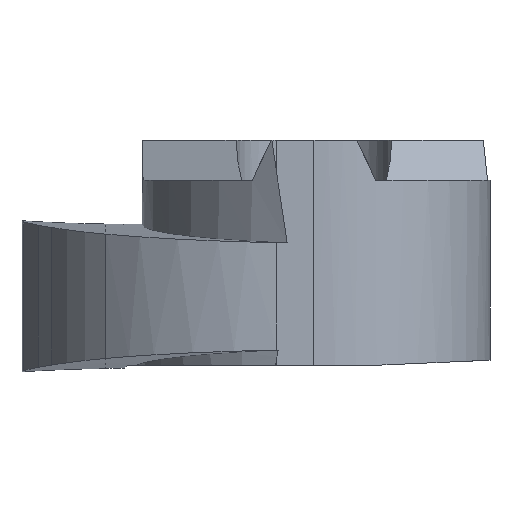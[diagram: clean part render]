
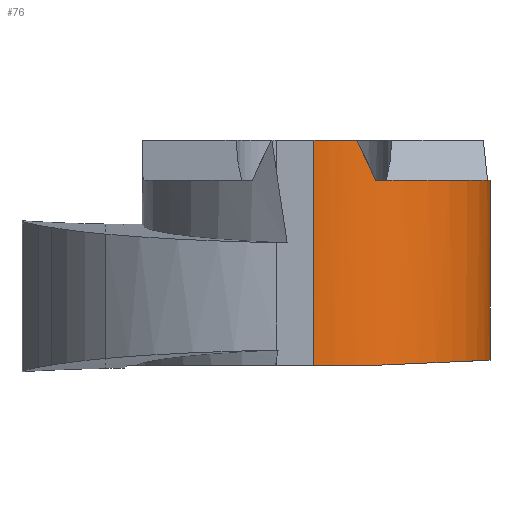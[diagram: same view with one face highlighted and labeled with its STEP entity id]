
A CAD part, front view. The second image highlights one B-rep face of the part: STEP entity #76.
In plain terms, the highlighted cylindrical face has radius 3.497 mm (diameter 6.994 mm), a partial arc.
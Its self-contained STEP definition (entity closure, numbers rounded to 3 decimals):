
#76=ADVANCED_FACE('',(#136),#119,.T.);
#119=CYLINDRICAL_SURFACE('',#891,3.497);
#136=FACE_OUTER_BOUND('',#181,.T.);
#181=EDGE_LOOP('',(#340,#341,#342,#343,#344,#345,#346));
#227=(
BOUNDED_CURVE()
B_SPLINE_CURVE(3,(#1234,#1235,#1236,#1237),.UNSPECIFIED.,.F.,.F.)
B_SPLINE_CURVE_WITH_KNOTS((4,4),(0.,1.),.UNSPECIFIED.)
CURVE()
GEOMETRIC_REPRESENTATION_ITEM()
RATIONAL_B_SPLINE_CURVE((1.,0.882,0.882,1.))
REPRESENTATION_ITEM('')
);
#228=(
BOUNDED_CURVE()
B_SPLINE_CURVE(3,(#1244,#1245,#1246,#1247),.UNSPECIFIED.,.F.,.F.)
B_SPLINE_CURVE_WITH_KNOTS((4,4),(0.,1.),.UNSPECIFIED.)
CURVE()
GEOMETRIC_REPRESENTATION_ITEM()
RATIONAL_B_SPLINE_CURVE((1.,0.999,0.999,1.))
REPRESENTATION_ITEM('')
);
#243=LINE('',#1240,#282);
#244=LINE('',#1251,#283);
#282=VECTOR('',#990,1.);
#283=VECTOR('',#995,1.);
#340=ORIENTED_EDGE('',*,*,#665,.T.);
#341=ORIENTED_EDGE('',*,*,#666,.T.);
#342=ORIENTED_EDGE('',*,*,#667,.T.);
#343=ORIENTED_EDGE('',*,*,#668,.F.);
#344=ORIENTED_EDGE('',*,*,#669,.F.);
#345=ORIENTED_EDGE('',*,*,#670,.F.);
#346=ORIENTED_EDGE('',*,*,#671,.T.);
#580=VERTEX_POINT('',#1238);
#581=VERTEX_POINT('',#1239);
#582=VERTEX_POINT('',#1241);
#583=VERTEX_POINT('',#1243);
#584=VERTEX_POINT('',#1248);
#585=VERTEX_POINT('',#1250);
#586=VERTEX_POINT('',#1252);
#665=EDGE_CURVE('',#580,#581,#227,.T.);
#666=EDGE_CURVE('',#581,#582,#243,.T.);
#667=EDGE_CURVE('',#582,#583,#777,.T.);
#668=EDGE_CURVE('',#584,#583,#228,.T.);
#669=EDGE_CURVE('',#585,#584,#778,.T.);
#670=EDGE_CURVE('',#586,#585,#244,.T.);
#671=EDGE_CURVE('',#586,#580,#779,.T.);
#777=CIRCLE('',#888,3.497);
#778=CIRCLE('',#889,3.497);
#779=CIRCLE('',#890,3.497);
#888=AXIS2_PLACEMENT_3D('',#1242,#991,#992);
#889=AXIS2_PLACEMENT_3D('',#1249,#993,#994);
#890=AXIS2_PLACEMENT_3D('',#1253,#996,#997);
#891=AXIS2_PLACEMENT_3D('',#1254,#998,#999);
#990=DIRECTION('',(0.,0.,1.));
#991=DIRECTION('',(0.,0.,-1.));
#992=DIRECTION('',(1.,0.,0.));
#993=DIRECTION('',(0.,0.,1.));
#994=DIRECTION('',(1.,0.,0.));
#995=DIRECTION('',(0.,0.,1.));
#996=DIRECTION('',(0.,0.,1.));
#997=DIRECTION('',(-1.,0.,0.));
#998=DIRECTION('',(0.,0.,1.));
#999=DIRECTION('',(1.,0.,0.));
#1234=CARTESIAN_POINT('',(1.244,-3.268,-3.77));
#1235=CARTESIAN_POINT('',(2.646,-2.734,-3.708));
#1236=CARTESIAN_POINT('',(3.497,-1.5,-3.67));
#1237=CARTESIAN_POINT('',(3.497,0.,-3.67));
#1238=CARTESIAN_POINT('',(1.244,-3.268,-3.77));
#1239=CARTESIAN_POINT('',(3.497,0.,-3.67));
#1240=CARTESIAN_POINT('',(3.497,0.,-4.1));
#1241=CARTESIAN_POINT('',(3.497,0.,-0.1));
#1242=CARTESIAN_POINT('',(0.,0.,-0.1));
#1243=CARTESIAN_POINT('',(1.226,-3.275,-0.1));
#1244=CARTESIAN_POINT('',(0.853,-3.391,0.7));
#1245=CARTESIAN_POINT('',(0.98,-3.359,0.429));
#1246=CARTESIAN_POINT('',(1.104,-3.32,0.162));
#1247=CARTESIAN_POINT('',(1.226,-3.275,-0.1));
#1248=CARTESIAN_POINT('',(0.853,-3.391,0.7));
#1249=CARTESIAN_POINT('',(0.,0.,0.7));
#1250=CARTESIAN_POINT('',(0.,-3.497,0.7));
#1251=CARTESIAN_POINT('',(0.,-3.497,-4.1));
#1252=CARTESIAN_POINT('',(0.,-3.497,-3.77));
#1253=CARTESIAN_POINT('',(0.,0.,-3.77));
#1254=CARTESIAN_POINT('',(0.,0.,-4.1));
